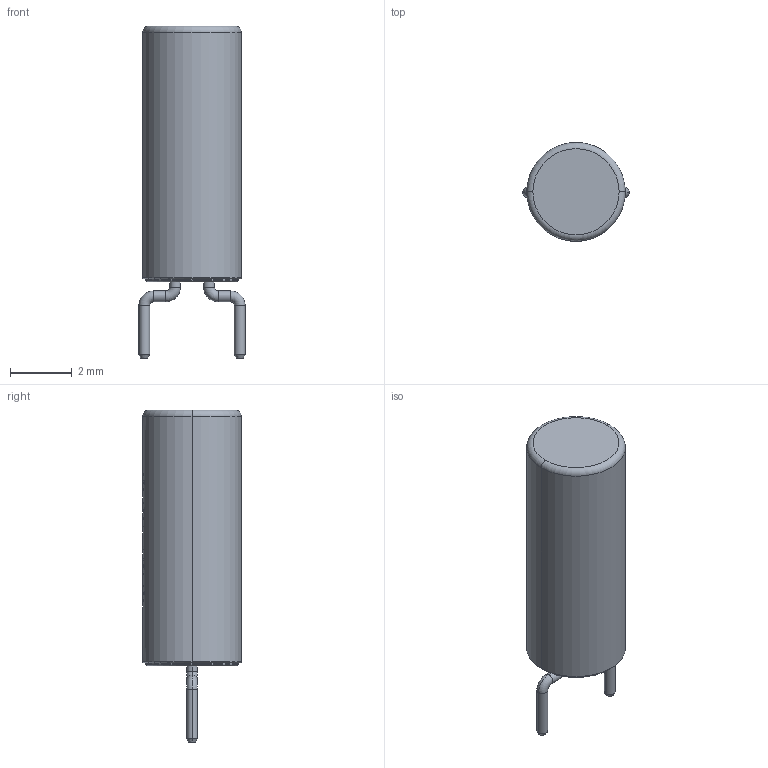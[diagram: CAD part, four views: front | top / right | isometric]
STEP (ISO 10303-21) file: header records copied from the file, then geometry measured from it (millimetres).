
FILE_DESCRIPTION (( 'STEP AP214' ), '1' );
FILE_NAME ('User Library-Crystal TH.STEP', '2012-03-25T10:14:30', ( 'sysAdmin' ), ( 'SolidWorks' ), 'SwSTEP 2.0', 'SolidWorks 2012', '' );
FILE_SCHEMA (( 'AUTOMOTIVE_DESIGN' ));
Length unit declared in the file: millimetre
Products named in the file (1): User Library-Crystal TH
Bounding box: 3.45 x 3.2 x 10.78 mm (x, y, z)
Volume: 67 mm3; surface area: 105.3 mm2
Topology: 1 solids, 1 shells, 54 faces, 157 edges, 117 vertices
Faces by surface type: cylinder 24, torus 20, plane 6, cone 4
Entity records: 3138 total; most frequent: CARTESIAN_POINT 1340, ORIENTED_EDGE 314, DIRECTION 281, EDGE_CURVE 157, AXIS2_PLACEMENT_3D 128, VERTEX_POINT 117, CIRCLE 73, EDGE_LOOP 66
